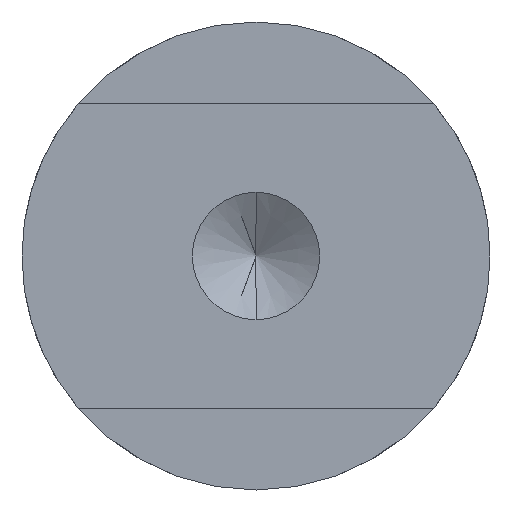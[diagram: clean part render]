
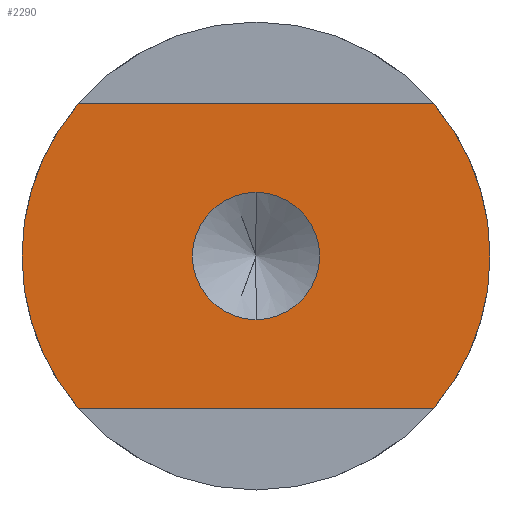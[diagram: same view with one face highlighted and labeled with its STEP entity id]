
A CAD part, front view. The second image highlights one B-rep face of the part: STEP entity #2290.
In plain terms, the highlighted planar face has unit normal (0, -1, 0).
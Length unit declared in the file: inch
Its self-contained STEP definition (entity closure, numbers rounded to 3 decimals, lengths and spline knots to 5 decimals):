
#30 = DIRECTION ( 'NONE',  ( 0., 1., 0. ) ) ;
#128 = EDGE_CURVE ( 'NONE', #1232, #2813, #422, .T. ) ;
#210 = CARTESIAN_POINT ( 'NONE',  ( 0., 0., 0. ) ) ;
#332 = EDGE_CURVE ( 'NONE', #3772, #4729, #1886, .T. ) ;
#422 = LINE ( 'NONE', #5992, #5497 ) ;
#925 = DIRECTION ( 'NONE',  ( -1., 0., 0. ) ) ;
#957 = DIRECTION ( 'NONE',  ( 0., 1., 0. ) ) ;
#1070 = ORIENTED_EDGE ( 'NONE', *, *, #6368, .F. ) ;
#1094 = VERTEX_POINT ( 'NONE', #1153 ) ;
#1126 = VERTEX_POINT ( 'NONE', #3855 ) ;
#1153 = CARTESIAN_POINT ( 'NONE',  ( 0.18998, 0., -0.1625 ) ) ;
#1232 = VERTEX_POINT ( 'NONE', #6420 ) ;
#1330 = DIRECTION ( 'NONE',  ( 0., -1., 0. ) ) ;
#1465 = CIRCLE ( 'NONE', #5832, 0.068 ) ;
#1490 = DIRECTION ( 'NONE',  ( 0., -1., 0. ) ) ;
#1592 = EDGE_CURVE ( 'NONE', #3772, #1094, #4541, .T. ) ;
#1725 = ORIENTED_EDGE ( 'NONE', *, *, #5668, .F. ) ;
#1793 = CIRCLE ( 'NONE', #5511, 0.25 ) ;
#1855 = DIRECTION ( 'NONE',  ( 1., 0., 0. ) ) ;
#1886 = CIRCLE ( 'NONE', #4542, 0.25 ) ;
#1902 = CARTESIAN_POINT ( 'NONE',  ( -0.25, 0., 0. ) ) ;
#2040 = DIRECTION ( 'NONE',  ( 1., 0., 0. ) ) ;
#2050 = DIRECTION ( 'NONE',  ( -1., 0., 0. ) ) ;
#2168 = ORIENTED_EDGE ( 'NONE', *, *, #5098, .F. ) ;
#2211 = AXIS2_PLACEMENT_3D ( 'NONE', #6293, #3219, #3729 ) ;
#2290 = ADVANCED_FACE ( 'NONE', ( #5221, #4187 ), #3155, .F. ) ;
#2394 = DIRECTION ( 'NONE',  ( 0., 0., -1. ) ) ;
#2506 = VERTEX_POINT ( 'NONE', #3787 ) ;
#2635 = AXIS2_PLACEMENT_3D ( 'NONE', #210, #3718, #5745 ) ;
#2749 = CIRCLE ( 'NONE', #4346, 0.25 ) ;
#2761 = ORIENTED_EDGE ( 'NONE', *, *, #128, .F. ) ;
#2765 = CARTESIAN_POINT ( 'NONE',  ( 0., 0., 0. ) ) ;
#2813 = VERTEX_POINT ( 'NONE', #5814 ) ;
#2898 = DIRECTION ( 'NONE',  ( 0., 0., -1. ) ) ;
#2902 = CARTESIAN_POINT ( 'NONE',  ( 0.25, 0., 0. ) ) ;
#3155 = PLANE ( 'NONE',  #2211 ) ;
#3156 = VECTOR ( 'NONE', #2040, 39.37008 ) ;
#3219 = DIRECTION ( 'NONE',  ( 0., 1., 0. ) ) ;
#3457 = VERTEX_POINT ( 'NONE', #2902 ) ;
#3718 = DIRECTION ( 'NONE',  ( 0., 1., 0. ) ) ;
#3729 = DIRECTION ( 'NONE',  ( -1., 0., 0. ) ) ;
#3772 = VERTEX_POINT ( 'NONE', #6154 ) ;
#3787 = CARTESIAN_POINT ( 'NONE',  ( 0., 0., -0.068 ) ) ;
#3855 = CARTESIAN_POINT ( 'NONE',  ( 0., 0., 0.068 ) ) ;
#3899 = ORIENTED_EDGE ( 'NONE', *, *, #4118, .F. ) ;
#4021 = CIRCLE ( 'NONE', #2635, 0.25 ) ;
#4118 = EDGE_CURVE ( 'NONE', #3457, #1094, #4021, .T. ) ;
#4187 = FACE_OUTER_BOUND ( 'NONE', #6535, .T. ) ;
#4346 = AXIS2_PLACEMENT_3D ( 'NONE', #6132, #30, #5563 ) ;
#4541 = LINE ( 'NONE', #6580, #3156 ) ;
#4542 = AXIS2_PLACEMENT_3D ( 'NONE', #5649, #4648, #2050 ) ;
#4648 = DIRECTION ( 'NONE',  ( 0., 1., 0. ) ) ;
#4729 = VERTEX_POINT ( 'NONE', #1902 ) ;
#4742 = AXIS2_PLACEMENT_3D ( 'NONE', #2765, #1330, #2898 ) ;
#4791 = EDGE_LOOP ( 'NONE', ( #1725, #1070 ) ) ;
#5062 = CIRCLE ( 'NONE', #4742, 0.068 ) ;
#5098 = EDGE_CURVE ( 'NONE', #2813, #3457, #2749, .T. ) ;
#5221 = FACE_BOUND ( 'NONE', #4791, .T. ) ;
#5330 = ORIENTED_EDGE ( 'NONE', *, *, #5753, .F. ) ;
#5420 = ORIENTED_EDGE ( 'NONE', *, *, #332, .F. ) ;
#5497 = VECTOR ( 'NONE', #1855, 39.37008 ) ;
#5511 = AXIS2_PLACEMENT_3D ( 'NONE', #6460, #957, #925 ) ;
#5563 = DIRECTION ( 'NONE',  ( -1., 0., 0. ) ) ;
#5649 = CARTESIAN_POINT ( 'NONE',  ( 0., 0., 0. ) ) ;
#5668 = EDGE_CURVE ( 'NONE', #2506, #1126, #1465, .T. ) ;
#5745 = DIRECTION ( 'NONE',  ( -1., 0., 0. ) ) ;
#5753 = EDGE_CURVE ( 'NONE', #4729, #1232, #1793, .T. ) ;
#5814 = CARTESIAN_POINT ( 'NONE',  ( 0.18998, 0., 0.1625 ) ) ;
#5832 = AXIS2_PLACEMENT_3D ( 'NONE', #5964, #1490, #2394 ) ;
#5964 = CARTESIAN_POINT ( 'NONE',  ( 0., 0., 0. ) ) ;
#5992 = CARTESIAN_POINT ( 'NONE',  ( -0.18998, 0., 0.1625 ) ) ;
#6132 = CARTESIAN_POINT ( 'NONE',  ( 0., 0., 0. ) ) ;
#6154 = CARTESIAN_POINT ( 'NONE',  ( -0.18998, 0., -0.1625 ) ) ;
#6293 = CARTESIAN_POINT ( 'NONE',  ( 0., 0., 0. ) ) ;
#6368 = EDGE_CURVE ( 'NONE', #1126, #2506, #5062, .T. ) ;
#6394 = ORIENTED_EDGE ( 'NONE', *, *, #1592, .T. ) ;
#6420 = CARTESIAN_POINT ( 'NONE',  ( -0.18998, 0., 0.1625 ) ) ;
#6460 = CARTESIAN_POINT ( 'NONE',  ( 0., 0., 0. ) ) ;
#6535 = EDGE_LOOP ( 'NONE', ( #6394, #3899, #2168, #2761, #5330, #5420 ) ) ;
#6580 = CARTESIAN_POINT ( 'NONE',  ( -0.18998, 0., -0.1625 ) ) ;
